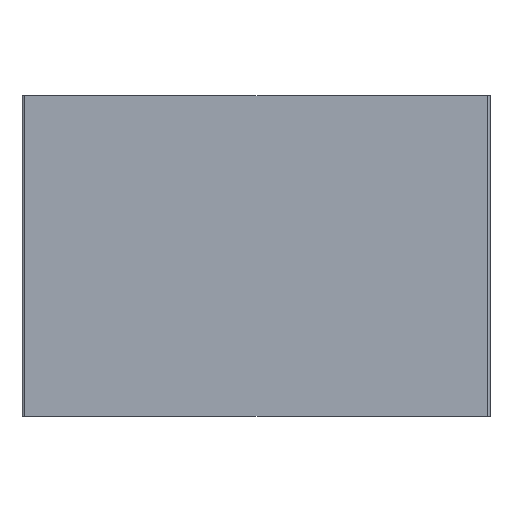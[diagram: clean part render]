
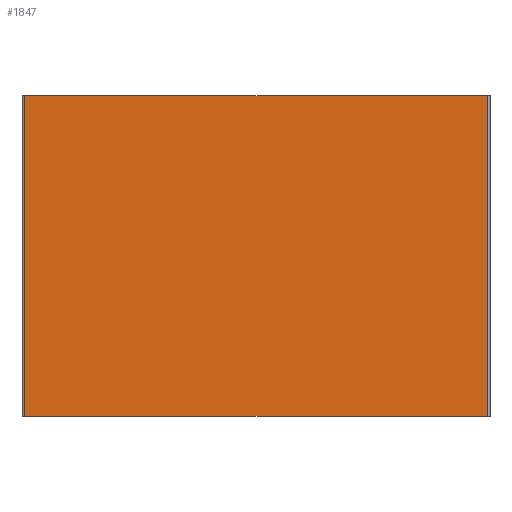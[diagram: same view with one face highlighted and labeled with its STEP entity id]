
A CAD part, front view. The second image highlights one B-rep face of the part: STEP entity #1847.
In plain terms, the highlighted planar face has unit normal (0, -1, 0).
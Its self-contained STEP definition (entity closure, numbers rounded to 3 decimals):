
#27 = DIRECTION ( 'NONE',  ( -1., 0., 0. ) ) ;
#34 = CARTESIAN_POINT ( 'NONE',  ( 300.263, -1., -207. ) ) ;
#36 = LINE ( 'NONE', #693, #1179 ) ;
#55 = EDGE_CURVE ( 'NONE', #1764, #1603, #1121, .T. ) ;
#69 = CARTESIAN_POINT ( 'NONE',  ( 300.263, -1., 0. ) ) ;
#153 = DIRECTION ( 'NONE',  ( 1., 0., 0. ) ) ;
#159 = CARTESIAN_POINT ( 'NONE',  ( 1.737, -1., -207. ) ) ;
#213 = DIRECTION ( 'NONE',  ( 0., 0., -1. ) ) ;
#216 = DIRECTION ( 'NONE',  ( 0., 0., -1. ) ) ;
#303 = VERTEX_POINT ( 'NONE', #159 ) ;
#610 = LINE ( 'NONE', #957, #1196 ) ;
#614 = CARTESIAN_POINT ( 'NONE',  ( 0., -1., 0. ) ) ;
#686 = EDGE_CURVE ( 'NONE', #1764, #303, #36, .T. ) ;
#693 = CARTESIAN_POINT ( 'NONE',  ( 1.737, -1., 0. ) ) ;
#957 = CARTESIAN_POINT ( 'NONE',  ( 0., -1., -207. ) ) ;
#958 = ORIENTED_EDGE ( 'NONE', *, *, #55, .F. ) ;
#982 = CARTESIAN_POINT ( 'NONE',  ( 0., -1., 0. ) ) ;
#1012 = EDGE_LOOP ( 'NONE', ( #2014, #1911, #958, #1234 ) ) ;
#1060 = FACE_OUTER_BOUND ( 'NONE', #1012, .T. ) ;
#1121 = LINE ( 'NONE', #614, #1950 ) ;
#1162 = DIRECTION ( 'NONE',  ( 0., -1., 0. ) ) ;
#1169 = PLANE ( 'NONE',  #1718 ) ;
#1179 = VECTOR ( 'NONE', #216, 1000. ) ;
#1196 = VECTOR ( 'NONE', #27, 1000. ) ;
#1234 = ORIENTED_EDGE ( 'NONE', *, *, #686, .T. ) ;
#1418 = CARTESIAN_POINT ( 'NONE',  ( 1.737, -1., 0. ) ) ;
#1502 = DIRECTION ( 'NONE',  ( 0., 0., 1. ) ) ;
#1603 = VERTEX_POINT ( 'NONE', #69 ) ;
#1718 = AXIS2_PLACEMENT_3D ( 'NONE', #982, #1162, #213 ) ;
#1734 = VECTOR ( 'NONE', #1502, 1000. ) ;
#1764 = VERTEX_POINT ( 'NONE', #1418 ) ;
#1844 = LINE ( 'NONE', #34, #1734 ) ;
#1847 = ADVANCED_FACE ( 'NONE', ( #1060 ), #1169, .T. ) ;
#1911 = ORIENTED_EDGE ( 'NONE', *, *, #2012, .T. ) ;
#1950 = VECTOR ( 'NONE', #153, 1000. ) ;
#1953 = VERTEX_POINT ( 'NONE', #1969 ) ;
#1969 = CARTESIAN_POINT ( 'NONE',  ( 300.263, -1., -207. ) ) ;
#2012 = EDGE_CURVE ( 'NONE', #1953, #1603, #1844, .T. ) ;
#2014 = ORIENTED_EDGE ( 'NONE', *, *, #2041, .F. ) ;
#2041 = EDGE_CURVE ( 'NONE', #1953, #303, #610, .T. ) ;
